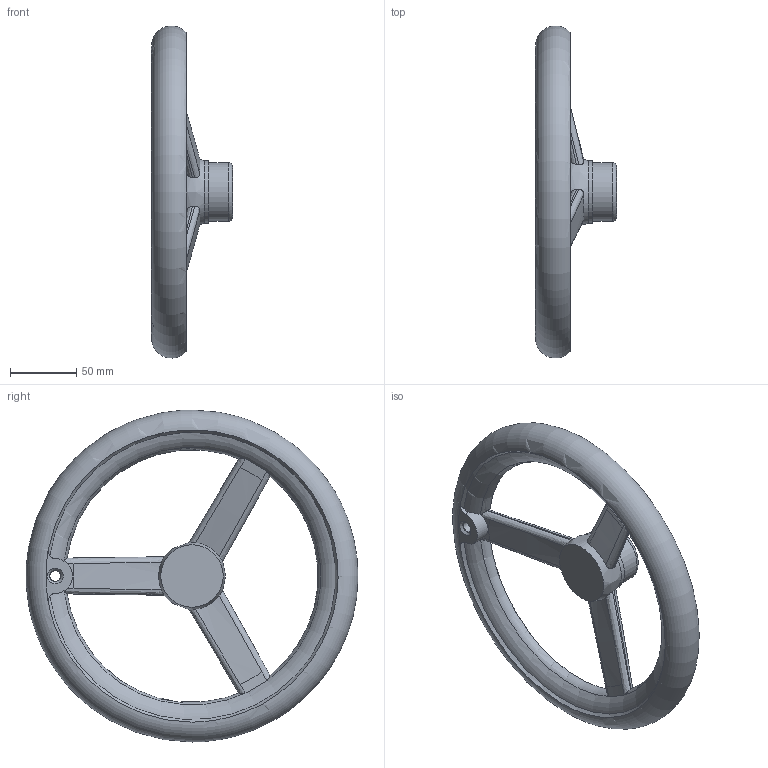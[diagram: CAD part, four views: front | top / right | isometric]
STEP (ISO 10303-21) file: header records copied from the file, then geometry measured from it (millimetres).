
FILE_DESCRIPTION(/* description */ (''),/* implementation_level */ '2;1');
FILE_NAME(/* name */ 'DI_250_N.dxf',/* time_stamp */ '2012-11-23T15:31:04+08:00',/* author */ (''),/* organization */ (''),/* preprocessor_version */ 'ST-DEVELOPER v9',/* originating_system */ 'UGS - NX 4.0',/* authorisation */ '');
FILE_SCHEMA (('CONFIG_CONTROL_DESIGN'));
Length unit declared in the file: millimetre
Products named in the file (1): AdmiC709xjj1
Bounding box: 61 x 249.98 x 249.98 mm (x, y, z)
Volume: 374900.1 mm3; surface area: 92007.1 mm2
Topology: 1 solids, 1 shells, 56 faces, 159 edges, 103 vertices
Faces by surface type: plane 14, bspline 13, cone 12, cylinder 10, torus 7
Full cylindrical faces by diameter (mm): 8 x1, 44 x1, 47 x1
Entity records: 2382 total; most frequent: CARTESIAN_POINT 1113, ORIENTED_EDGE 282, DIRECTION 178, EDGE_CURVE 141, VERTEX_POINT 97, B_SPLINE_CURVE_WITH_KNOTS 92, AXIS2_PLACEMENT_3D 85, EDGE_LOOP 74
